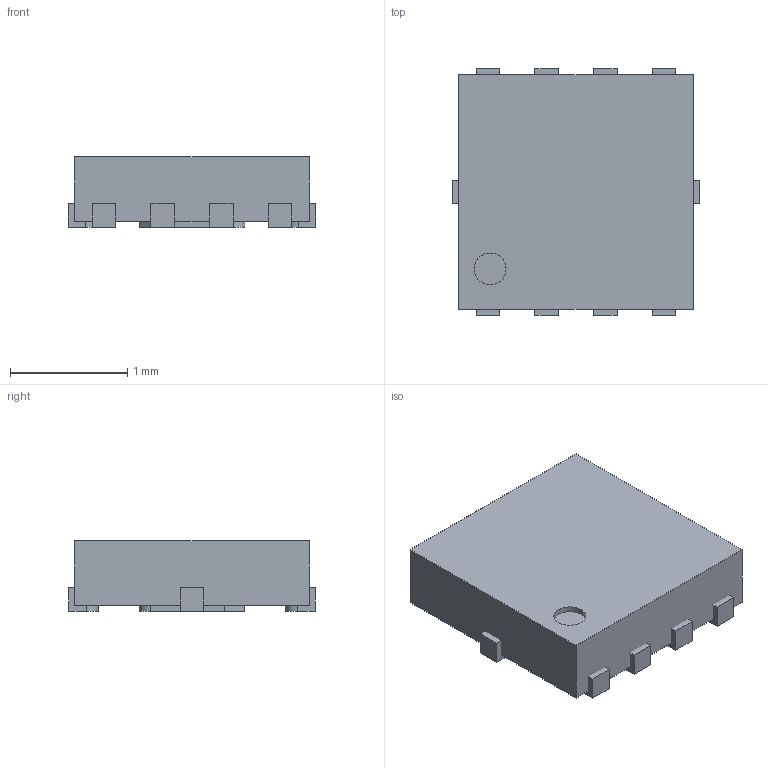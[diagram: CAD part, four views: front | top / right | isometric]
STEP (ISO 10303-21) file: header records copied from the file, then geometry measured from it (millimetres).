
FILE_DESCRIPTION(/* description */ (''),/* implementation_level */ '2;1');
FILE_NAME(/* name */ '10-QFN_2x2.step',/* time_stamp */ '2018-04-19T18:37:48-04:00',/* author */ ('xdmattz'),/* organization */ (''),/* preprocessor_version */ 'ST-DEVELOPER v17',/* originating_system */ 'Autodesk Translation Framework v7.1.0.215',/* authorisation */ '');
FILE_SCHEMA (('AUTOMOTIVE_DESIGN { 1 0 10303 214 3 1 1 }'));
Length unit declared in the file: millimetre
Products named in the file (13): 10-QFN_2x2; Component1; Component2; Component4; Component5; Component6; Component7; Component8; Component10; Component11; Component12; Component13; Plastic
Assembly tree (12 placements, depth 2):
  10-QFN_2x2
    Component1
    Component2
    Component4
    Component5
    Component6
    Component7
    Component8
    Component10
    Component11
    Component12
    Component13
    Plastic
Bounding box: 2.11 x 2.1 x 0.6 mm (x, y, z)
Volume: 2.4 mm3; surface area: 17.2 mm2
Topology: 12 solids, 12 shells, 78 faces, 159 edges, 106 vertices
Faces by surface type: plane 64, cylinder 14
Full cylindrical faces by diameter (mm): 0.271 x1
Entity records: 2469 total; most frequent: DIRECTION 395, CARTESIAN_POINT 369, ORIENTED_EDGE 318, EDGE_CURVE 159, AXIS2_PLACEMENT_3D 132, LINE 131, VECTOR 131, VERTEX_POINT 106
